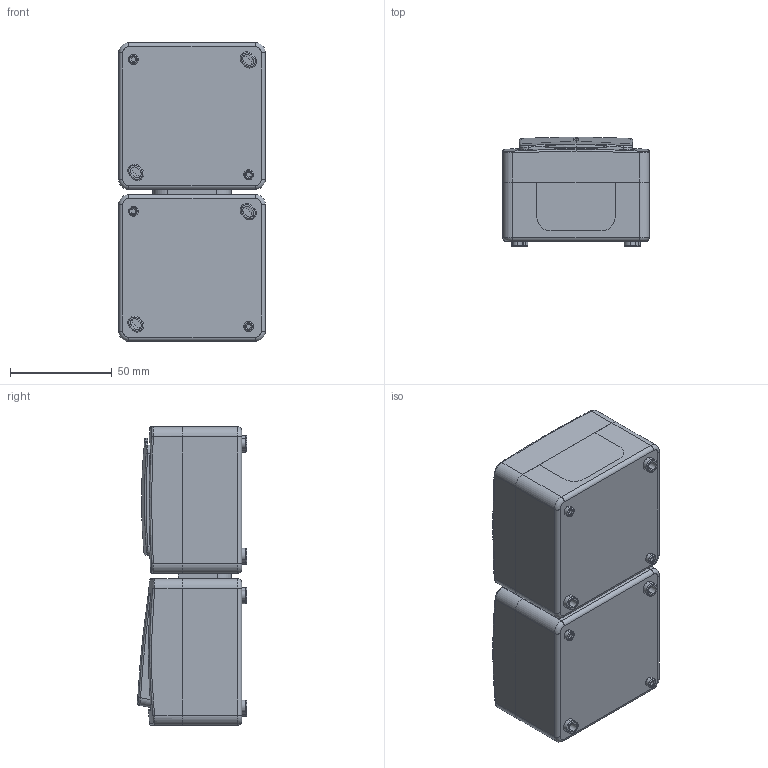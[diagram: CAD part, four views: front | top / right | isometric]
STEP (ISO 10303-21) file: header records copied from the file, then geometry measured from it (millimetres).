
FILE_DESCRIPTION (( 'STEP AP203' ), '1' );
FILE_NAME ('EBVMP20-K01-32-54-EC ÁÂá-22-32-ÃÏÁá áëîê âûêë 2êë_ðîçåòêà 1ì ñ ç_ê î_ó IP54 ÃÅÐÌÅÑ PLUS (êë.áåë._êð.áåë.).STEP', '2016-11-24T12:12:12', ( '' ), ( '' ), 'SwSTEP 2.0', 'SolidWorks 2014', '' );
FILE_SCHEMA (( 'CONFIG_CONTROL_DESIGN' ));
Length unit declared in the file: millimetre
Products named in the file (2): EBVMP20-K01-32-54-EC ÁÂá-22-32-ÃÏÁá áëîê âûêë 2êë_ðîçåòêà 1ì ñ ç_ê î_ó  IP54 ÃÅÐÌÅÑ PLUS (êë.áåë._êð.áåë.)
Bounding box: 72 x 53.69 x 146.5 mm (x, y, z)
Volume: 118097.7 mm3; surface area: 146633.5 mm2
Topology: 10 solids, 10 shells, 966 faces, 2529 edges, 1623 vertices
Faces by surface type: plane 491, cylinder 317, torus 83, bspline 59, sphere 16
Entity records: 33067 total; most frequent: CARTESIAN_POINT 9099, ORIENTED_EDGE 5042, DIRECTION 4937, EDGE_CURVE 2521, AXIS2_PLACEMENT_3D 1721, VERTEX_POINT 1623, LINE 1495, VECTOR 1495
